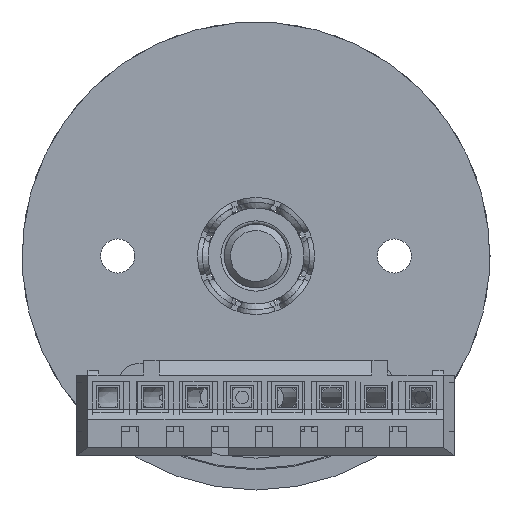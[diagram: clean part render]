
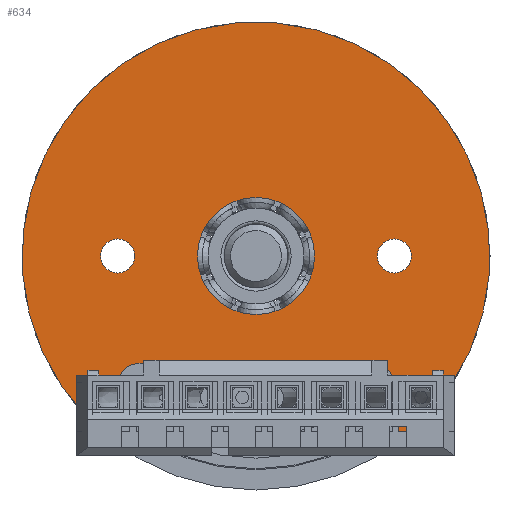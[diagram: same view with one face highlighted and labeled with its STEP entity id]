
A CAD part, front view. The second image highlights one B-rep face of the part: STEP entity #634.
In plain terms, the highlighted planar face has unit normal (0, -1, 0).
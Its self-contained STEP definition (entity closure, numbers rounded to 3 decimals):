
#74 = AXIS2_PLACEMENT_3D ( 'NONE', #11757, #1154, #14780 ) ;
#634 = ADVANCED_FACE ( 'NONE', ( #8388, #14049, #14228, #17326 ), #18693, .T. ) ;
#857 = VECTOR ( 'NONE', #15029, 1000. ) ;
#1026 = EDGE_CURVE ( 'NONE', #13201, #16029, #5163, .T. ) ;
#1154 = DIRECTION ( 'NONE',  ( 0., -1., 0. ) ) ;
#1243 = CARTESIAN_POINT ( 'NONE',  ( 0., 0., 5.7 ) ) ;
#1253 = ORIENTED_EDGE ( 'NONE', *, *, #8582, .F. ) ;
#1514 = CARTESIAN_POINT ( 'NONE',  ( 2.75, 0., 6.5 ) ) ;
#2008 = DIRECTION ( 'NONE',  ( 0., 0., -1. ) ) ;
#2103 = DIRECTION ( 'NONE',  ( 0., -1., 0. ) ) ;
#2225 = AXIS2_PLACEMENT_3D ( 'NONE', #8580, #2103, #2008 ) ;
#2684 = CARTESIAN_POINT ( 'NONE',  ( 0., 0., -2.75 ) ) ;
#2782 = AXIS2_PLACEMENT_3D ( 'NONE', #6357, #18586, #5283 ) ;
#2800 = EDGE_CURVE ( 'NONE', #15389, #15389, #16851, .T. ) ;
#2892 = VERTEX_POINT ( 'NONE', #7303 ) ;
#3342 = CARTESIAN_POINT ( 'NONE',  ( 2.75, 0., -6.5 ) ) ;
#3829 = DIRECTION ( 'NONE',  ( 0., -1., 0. ) ) ;
#3843 = EDGE_LOOP ( 'NONE', ( #7141 ) ) ;
#3916 = DIRECTION ( 'NONE',  ( 0., 0., -1. ) ) ;
#4057 = DIRECTION ( 'NONE',  ( 0., 0., -1. ) ) ;
#4088 = CIRCLE ( 'NONE', #8125, 2.75 ) ;
#4464 = CARTESIAN_POINT ( 'NONE',  ( 0., 0., 0. ) ) ;
#4916 = AXIS2_PLACEMENT_3D ( 'NONE', #17369, #16013, #4057 ) ;
#5163 = LINE ( 'NONE', #11078, #10712 ) ;
#5260 = DIRECTION ( 'NONE',  ( 0., 0., -1. ) ) ;
#5283 = DIRECTION ( 'NONE',  ( 0., 0., -1. ) ) ;
#5503 = DIRECTION ( 'NONE',  ( 0., 0., -1. ) ) ;
#5881 = CARTESIAN_POINT ( 'NONE',  ( 6.05, 0., 6.5 ) ) ;
#6113 = DIRECTION ( 'NONE',  ( 0., 0., -1. ) ) ;
#6215 = AXIS2_PLACEMENT_3D ( 'NONE', #8597, #8697, #5503 ) ;
#6301 = VERTEX_POINT ( 'NONE', #15133 ) ;
#6357 = CARTESIAN_POINT ( 'NONE',  ( 6.05, 0., 5.5 ) ) ;
#6470 = CIRCLE ( 'NONE', #4916, 0.8 ) ;
#6614 = EDGE_LOOP ( 'NONE', ( #18144 ) ) ;
#7141 = ORIENTED_EDGE ( 'NONE', *, *, #13124, .F. ) ;
#7225 = EDGE_CURVE ( 'NONE', #7724, #15985, #10370, .T. ) ;
#7303 = CARTESIAN_POINT ( 'NONE',  ( 6.05, 0., -6.5 ) ) ;
#7724 = VERTEX_POINT ( 'NONE', #9073 ) ;
#8125 = AXIS2_PLACEMENT_3D ( 'NONE', #4464, #10380, #6113 ) ;
#8388 = FACE_BOUND ( 'NONE', #6614, .T. ) ;
#8496 = CARTESIAN_POINT ( 'NONE',  ( 5.05, 0., -5.5 ) ) ;
#8515 = VERTEX_POINT ( 'NONE', #2684 ) ;
#8580 = CARTESIAN_POINT ( 'NONE',  ( 0., 0., 0. ) ) ;
#8582 = EDGE_CURVE ( 'NONE', #6301, #6301, #6470, .T. ) ;
#8597 = CARTESIAN_POINT ( 'NONE',  ( 6.05, 0., -5.5 ) ) ;
#8697 = DIRECTION ( 'NONE',  ( 0., 1., 0. ) ) ;
#9073 = CARTESIAN_POINT ( 'NONE',  ( 8.874, 0., 6.5 ) ) ;
#9757 = ORIENTED_EDGE ( 'NONE', *, *, #11286, .T. ) ;
#9972 = CIRCLE ( 'NONE', #2225, 11. ) ;
#10370 = LINE ( 'NONE', #1514, #16668 ) ;
#10380 = DIRECTION ( 'NONE',  ( 0., -1., 0. ) ) ;
#10388 = EDGE_CURVE ( 'NONE', #13201, #15985, #16757, .T. ) ;
#10546 = LINE ( 'NONE', #3342, #857 ) ;
#10712 = VECTOR ( 'NONE', #5260, 1000. ) ;
#11078 = CARTESIAN_POINT ( 'NONE',  ( 5.05, 0., 0. ) ) ;
#11286 = EDGE_CURVE ( 'NONE', #2892, #16029, #11794, .T. ) ;
#11757 = CARTESIAN_POINT ( 'NONE',  ( 0., 0., 6.5 ) ) ;
#11794 = CIRCLE ( 'NONE', #6215, 1. ) ;
#12443 = ORIENTED_EDGE ( 'NONE', *, *, #10388, .T. ) ;
#12668 = ORIENTED_EDGE ( 'NONE', *, *, #13204, .T. ) ;
#12929 = AXIS2_PLACEMENT_3D ( 'NONE', #14335, #3829, #3916 ) ;
#13124 = EDGE_CURVE ( 'NONE', #8515, #8515, #4088, .T. ) ;
#13201 = VERTEX_POINT ( 'NONE', #15894 ) ;
#13204 = EDGE_CURVE ( 'NONE', #7724, #16699, #9972, .T. ) ;
#13643 = ORIENTED_EDGE ( 'NONE', *, *, #1026, .F. ) ;
#14040 = ORIENTED_EDGE ( 'NONE', *, *, #7225, .F. ) ;
#14049 = FACE_BOUND ( 'NONE', #18600, .T. ) ;
#14228 = FACE_OUTER_BOUND ( 'NONE', #16895, .T. ) ;
#14335 = CARTESIAN_POINT ( 'NONE',  ( 2.75, 0., 0. ) ) ;
#14523 = EDGE_CURVE ( 'NONE', #2892, #16699, #10546, .T. ) ;
#14694 = CARTESIAN_POINT ( 'NONE',  ( 8.874, 0., -6.5 ) ) ;
#14780 = DIRECTION ( 'NONE',  ( 0., 0., -1. ) ) ;
#15029 = DIRECTION ( 'NONE',  ( 1., 0., 0. ) ) ;
#15133 = CARTESIAN_POINT ( 'NONE',  ( 0., 0., -7.3 ) ) ;
#15389 = VERTEX_POINT ( 'NONE', #1243 ) ;
#15894 = CARTESIAN_POINT ( 'NONE',  ( 5.05, 0., 5.5 ) ) ;
#15985 = VERTEX_POINT ( 'NONE', #5881 ) ;
#16013 = DIRECTION ( 'NONE',  ( 0., -1., 0. ) ) ;
#16029 = VERTEX_POINT ( 'NONE', #8496 ) ;
#16668 = VECTOR ( 'NONE', #19037, 1000. ) ;
#16699 = VERTEX_POINT ( 'NONE', #14694 ) ;
#16757 = CIRCLE ( 'NONE', #2782, 1. ) ;
#16851 = CIRCLE ( 'NONE', #74, 0.8 ) ;
#16895 = EDGE_LOOP ( 'NONE', ( #16975, #9757, #13643, #12443, #14040, #12668 ) ) ;
#16975 = ORIENTED_EDGE ( 'NONE', *, *, #14523, .F. ) ;
#17326 = FACE_BOUND ( 'NONE', #3843, .T. ) ;
#17369 = CARTESIAN_POINT ( 'NONE',  ( 0., 0., -6.5 ) ) ;
#18144 = ORIENTED_EDGE ( 'NONE', *, *, #2800, .F. ) ;
#18586 = DIRECTION ( 'NONE',  ( 0., 1., 0. ) ) ;
#18600 = EDGE_LOOP ( 'NONE', ( #1253 ) ) ;
#18693 = PLANE ( 'NONE',  #12929 ) ;
#19037 = DIRECTION ( 'NONE',  ( -1., 0., 0. ) ) ;
